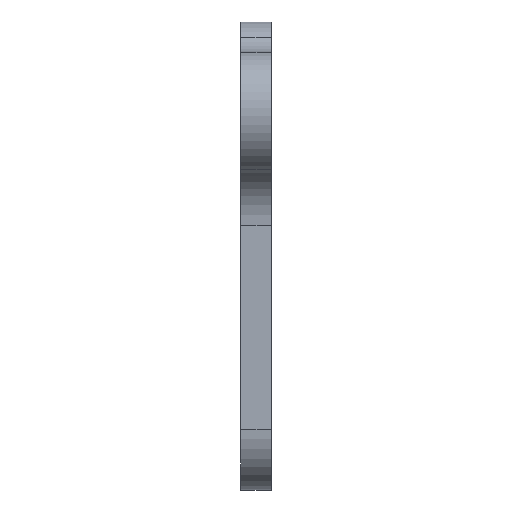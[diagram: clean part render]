
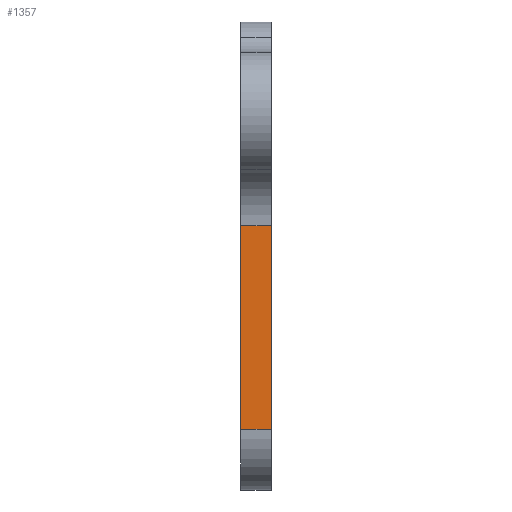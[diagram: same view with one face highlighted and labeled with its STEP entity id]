
A CAD part, left-side view. The second image highlights one B-rep face of the part: STEP entity #1357.
In plain terms, the highlighted free-form (B-spline) face has degree [1, 1] with [2, 2] control points.
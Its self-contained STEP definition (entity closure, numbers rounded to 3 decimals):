
#777=CARTESIAN_POINT('',(-23.0,0.0,2.98));
#778=VERTEX_POINT('',#777);
#976=CARTESIAN_POINT('',(-23.0,0.0,-17.0));
#977=VERTEX_POINT('',#976);
#993=CARTESIAN_POINT('',(-23.0,0.0,-17.0));
#994=CARTESIAN_POINT('',(-23.0,0.0,2.98));
#995=QUASI_UNIFORM_CURVE('',1,(#993,#994),.UNSPECIFIED.,.F.,.U.);
#996=EDGE_CURVE('',#977,#778,#995,.T.);
#1060=CARTESIAN_POINT('',(-23.0,-3.0,2.98));
#1061=VERTEX_POINT('',#1060);
#1077=CARTESIAN_POINT('',(-23.0,-3.0,-17.0));
#1078=VERTEX_POINT('',#1077);
#1079=CARTESIAN_POINT('',(-23.0,-3.0,-17.0));
#1080=CARTESIAN_POINT('',(-23.0,-3.0,2.98));
#1081=QUASI_UNIFORM_CURVE('',1,(#1079,#1080),.UNSPECIFIED.,.F.,.U.);
#1082=EDGE_CURVE('',#1078,#1061,#1081,.T.);
#1338=CARTESIAN_POINT('',(-23.0,-3.15,-17.998));
#1339=CARTESIAN_POINT('',(-23.0,-3.15,3.978));
#1340=CARTESIAN_POINT('',(-23.0,0.15,-17.998));
#1341=CARTESIAN_POINT('',(-23.0,0.15,3.978));
#1342=B_SPLINE_SURFACE_WITH_KNOTS('',1,1,((#1338,#1340),(#1339,#1341)),.UNSPECIFIED.,.F.,.F.,.U.,(2,2),(2,2),(0.0,21.976),(0.0,3.3),.UNSPECIFIED.);
#1343=ORIENTED_EDGE('',*,*,#996,.F.);
#1344=CARTESIAN_POINT('',(-23.0,-3.0,-17.0));
#1345=CARTESIAN_POINT('',(-23.0,0.0,-17.0));
#1346=QUASI_UNIFORM_CURVE('',1,(#1344,#1345),.UNSPECIFIED.,.F.,.U.);
#1347=EDGE_CURVE('',#1078,#977,#1346,.T.);
#1348=ORIENTED_EDGE('',*,*,#1347,.F.);
#1349=ORIENTED_EDGE('',*,*,#1082,.T.);
#1350=CARTESIAN_POINT('',(-23.0,-3.0,2.98));
#1351=CARTESIAN_POINT('',(-23.0,0.0,2.98));
#1352=QUASI_UNIFORM_CURVE('',1,(#1350,#1351),.UNSPECIFIED.,.F.,.U.);
#1353=EDGE_CURVE('',#1061,#778,#1352,.T.);
#1354=ORIENTED_EDGE('',*,*,#1353,.T.);
#1355=EDGE_LOOP('',(#1343,#1348,#1349,#1354));
#1356=FACE_OUTER_BOUND('',#1355,.T.);
#1357=ADVANCED_FACE('',(#1356),#1342,.T.);
